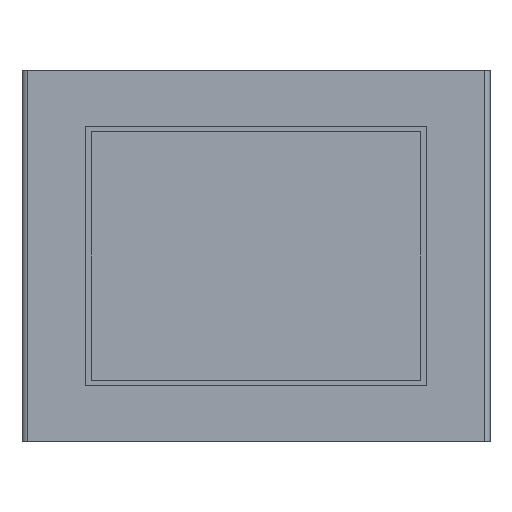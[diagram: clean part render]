
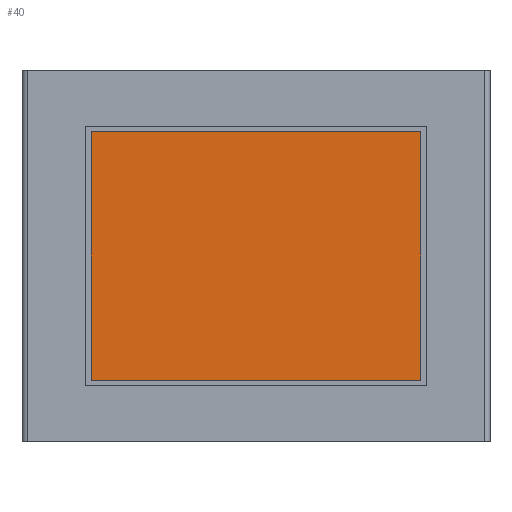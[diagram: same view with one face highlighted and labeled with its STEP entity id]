
A CAD part, front view. The second image highlights one B-rep face of the part: STEP entity #40.
In plain terms, the highlighted planar face has unit normal (0, -1, 0).
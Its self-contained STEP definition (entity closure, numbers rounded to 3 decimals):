
#1=CARTESIAN_POINT('POINT14103',(76.835,-4.746,57.912));
#2=VERTEX_POINT('VERTEX14103',#1);
#3=CARTESIAN_POINT('POINT14104',(76.835,-4.746,-57.912));
#4=VERTEX_POINT('VERTEX14104',#3);
#5=CARTESIAN_POINT('POS26794',(76.835,-4.746,0.));
#6=DIRECTION('DIR35397',(0.,0.,-1.));
#7=VECTOR('VEC18191',#6,25.4);
#8=LINE('STRAIGHT18191',#5,#7);
#9=EDGE_CURVE('EDGE21428',#2,#4,#8,.T.);
#10=ORIENTED_EDGE('COEDGE42855',*,*,#9,.F.);
#11=CARTESIAN_POINT('POINT14105',(-76.835,-4.746,57.912))
   ;
#12=VERTEX_POINT('VERTEX14105',#11);
#13=CARTESIAN_POINT('POS26795',(0.,-4.746,57.912));
#14=DIRECTION('DIR35398',(-1.,0.,0.));
#15=VECTOR('VEC18192',#14,25.4);
#16=LINE('STRAIGHT18192',#13,#15);
#17=EDGE_CURVE('EDGE21429',#2,#12,#16,.T.);
#18=ORIENTED_EDGE('COEDGE42856',*,*,#17,.T.);
#19=CARTESIAN_POINT('POINT14106',(-76.835,-4.746,-57.912)
   );
#20=VERTEX_POINT('VERTEX14106',#19);
#21=CARTESIAN_POINT('POS26796',(-76.835,-4.746,0.));
#22=DIRECTION('DIR35399',(0.,0.,-1.));
#23=VECTOR('VEC18193',#22,25.4);
#24=LINE('STRAIGHT18193',#21,#23);
#25=EDGE_CURVE('EDGE21430',#12,#20,#24,.T.);
#26=ORIENTED_EDGE('COEDGE42857',*,*,#25,.T.);
#27=CARTESIAN_POINT('POS26797',(0.,-4.746,-57.912));
#28=DIRECTION('DIR35400',(1.,0.,0.));
#29=VECTOR('VEC18194',#28,25.4);
#30=LINE('STRAIGHT18194',#27,#29);
#31=EDGE_CURVE('EDGE21431',#20,#4,#30,.T.);
#32=ORIENTED_EDGE('COEDGE42858',*,*,#31,.T.);
#33=EDGE_LOOP('NONE',(#10,#18,#26,#32));
#34=FACE_BOUND('LOOP1',#33,.T.);
#35=CARTESIAN_POINT('POS26798',(0.,-4.746,0.));
#36=DIRECTION('DIR35401',(0.,-1.,0.));
#37=DIRECTION('DIR35402',(1.,0.,0.));
#38=AXIS2_PLACEMENT_3D('AXIS8604',#35,#36,#37);
#39=PLANE('PLANE6211',#38);
#40=ADVANCED_FACE('FACE8287',(#34),#39,.T.);
